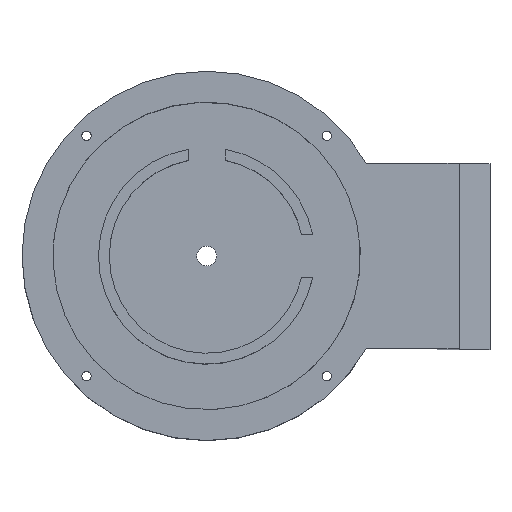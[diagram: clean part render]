
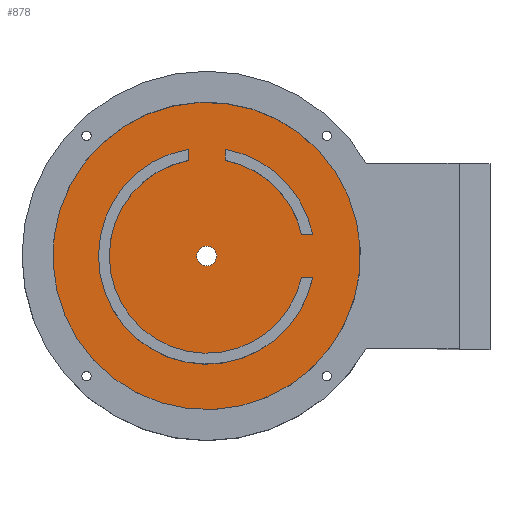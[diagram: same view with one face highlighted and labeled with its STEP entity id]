
A CAD part, top view. The second image highlights one B-rep face of the part: STEP entity #878.
In plain terms, the highlighted planar face has unit normal (0, 0, 1).
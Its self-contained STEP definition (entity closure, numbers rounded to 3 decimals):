
#42=FACE_BOUND('',#166,.T.);
#43=FACE_BOUND('',#167,.T.);
#44=FACE_BOUND('',#168,.T.);
#67=CIRCLE('',#951,49.75);
#68=CIRCLE('',#952,49.75);
#69=CIRCLE('',#953,35.);
#70=CIRCLE('',#954,31.5);
#71=CIRCLE('',#955,3.2);
#72=CIRCLE('',#956,31.5);
#73=CIRCLE('',#957,35.);
#107=FACE_OUTER_BOUND('',#165,.T.);
#165=EDGE_LOOP('',(#638,#639,#640,#641,#642,#643,#644,#645,#646));
#166=EDGE_LOOP('',(#647,#648,#649,#650));
#167=EDGE_LOOP('',(#651));
#168=EDGE_LOOP('',(#652,#653,#654,#655));
#247=LINE('',#1356,#330);
#248=LINE('',#1358,#331);
#249=LINE('',#1359,#332);
#250=LINE('',#1361,#333);
#251=LINE('',#1363,#334);
#252=LINE('',#1369,#335);
#253=LINE('',#1370,#336);
#254=LINE('',#1375,#337);
#255=LINE('',#1378,#338);
#256=LINE('',#1383,#339);
#257=LINE('',#1387,#340);
#330=VECTOR('',#1083,10.);
#331=VECTOR('',#1084,10.);
#332=VECTOR('',#1085,10.);
#333=VECTOR('',#1086,10.);
#334=VECTOR('',#1087,10.);
#335=VECTOR('',#1092,10.);
#336=VECTOR('',#1093,10.);
#337=VECTOR('',#1096,10.);
#338=VECTOR('',#1099,10.);
#339=VECTOR('',#1102,10.);
#340=VECTOR('',#1105,10.);
#404=VERTEX_POINT('',#1330);
#407=VERTEX_POINT('',#1335);
#415=VERTEX_POINT('',#1355);
#416=VERTEX_POINT('',#1357);
#417=VERTEX_POINT('',#1360);
#418=VERTEX_POINT('',#1362);
#419=VERTEX_POINT('',#1364);
#420=VERTEX_POINT('',#1366);
#421=VERTEX_POINT('',#1368);
#422=VERTEX_POINT('',#1371);
#423=VERTEX_POINT('',#1372);
#424=VERTEX_POINT('',#1374);
#425=VERTEX_POINT('',#1376);
#426=VERTEX_POINT('',#1379);
#427=VERTEX_POINT('',#1381);
#428=VERTEX_POINT('',#1382);
#429=VERTEX_POINT('',#1384);
#430=VERTEX_POINT('',#1386);
#501=EDGE_CURVE('',#407,#415,#247,.T.);
#502=EDGE_CURVE('',#415,#416,#248,.T.);
#503=EDGE_CURVE('',#416,#404,#249,.T.);
#504=EDGE_CURVE('',#404,#417,#250,.T.);
#505=EDGE_CURVE('',#417,#418,#251,.T.);
#506=EDGE_CURVE('',#418,#419,#67,.T.);
#507=EDGE_CURVE('',#419,#420,#68,.T.);
#508=EDGE_CURVE('',#420,#421,#252,.T.);
#509=EDGE_CURVE('',#421,#407,#253,.T.);
#510=EDGE_CURVE('',#422,#423,#69,.T.);
#511=EDGE_CURVE('',#422,#424,#254,.T.);
#512=EDGE_CURVE('',#424,#425,#70,.T.);
#513=EDGE_CURVE('',#425,#423,#255,.T.);
#514=EDGE_CURVE('',#426,#426,#71,.T.);
#515=EDGE_CURVE('',#427,#428,#256,.T.);
#516=EDGE_CURVE('',#428,#429,#72,.T.);
#517=EDGE_CURVE('',#429,#430,#257,.T.);
#518=EDGE_CURVE('',#427,#430,#73,.T.);
#638=ORIENTED_EDGE('',*,*,#501,.T.);
#639=ORIENTED_EDGE('',*,*,#502,.T.);
#640=ORIENTED_EDGE('',*,*,#503,.T.);
#641=ORIENTED_EDGE('',*,*,#504,.T.);
#642=ORIENTED_EDGE('',*,*,#505,.T.);
#643=ORIENTED_EDGE('',*,*,#506,.T.);
#644=ORIENTED_EDGE('',*,*,#507,.T.);
#645=ORIENTED_EDGE('',*,*,#508,.T.);
#646=ORIENTED_EDGE('',*,*,#509,.T.);
#647=ORIENTED_EDGE('',*,*,#510,.F.);
#648=ORIENTED_EDGE('',*,*,#511,.T.);
#649=ORIENTED_EDGE('',*,*,#512,.T.);
#650=ORIENTED_EDGE('',*,*,#513,.T.);
#651=ORIENTED_EDGE('',*,*,#514,.T.);
#652=ORIENTED_EDGE('',*,*,#515,.T.);
#653=ORIENTED_EDGE('',*,*,#516,.T.);
#654=ORIENTED_EDGE('',*,*,#517,.T.);
#655=ORIENTED_EDGE('',*,*,#518,.F.);
#843=PLANE('',#950);
#878=ADVANCED_FACE('',(#107,#42,#43,#44),#843,.T.);
#950=AXIS2_PLACEMENT_3D('',#1354,#1081,#1082);
#951=AXIS2_PLACEMENT_3D('',#1365,#1088,#1089);
#952=AXIS2_PLACEMENT_3D('',#1367,#1090,#1091);
#953=AXIS2_PLACEMENT_3D('',#1373,#1094,#1095);
#954=AXIS2_PLACEMENT_3D('',#1377,#1097,#1098);
#955=AXIS2_PLACEMENT_3D('',#1380,#1100,#1101);
#956=AXIS2_PLACEMENT_3D('',#1385,#1103,#1104);
#957=AXIS2_PLACEMENT_3D('',#1388,#1106,#1107);
#1081=DIRECTION('center_axis',(0.,0.,1.));
#1082=DIRECTION('ref_axis',(1.,0.,0.));
#1083=DIRECTION('',(-1.,0.,0.));
#1084=DIRECTION('',(0.,1.,0.));
#1085=DIRECTION('',(1.,0.,0.));
#1086=DIRECTION('',(0.,1.,0.));
#1087=DIRECTION('',(-1.,0.,0.));
#1088=DIRECTION('center_axis',(0.,0.,1.));
#1089=DIRECTION('ref_axis',(0.84,0.543,0.));
#1090=DIRECTION('center_axis',(0.,0.,1.));
#1091=DIRECTION('ref_axis',(0.84,0.543,0.));
#1092=DIRECTION('',(1.,0.,0.));
#1093=DIRECTION('',(0.,1.,0.));
#1094=DIRECTION('center_axis',(0.,0.,1.));
#1095=DIRECTION('ref_axis',(1.,0.,0.));
#1096=DIRECTION('',(0.,-1.,0.));
#1097=DIRECTION('center_axis',(0.,0.,1.));
#1098=DIRECTION('ref_axis',(-1.,0.,0.));
#1099=DIRECTION('',(1.,0.,0.));
#1100=DIRECTION('center_axis',(0.,0.,-1.));
#1101=DIRECTION('ref_axis',(1.,0.,0.));
#1102=DIRECTION('',(-1.,0.,0.));
#1103=DIRECTION('center_axis',(0.,0.,1.));
#1104=DIRECTION('ref_axis',(-1.,0.,0.));
#1105=DIRECTION('',(0.,1.,0.));
#1106=DIRECTION('center_axis',(0.,0.,1.));
#1107=DIRECTION('ref_axis',(1.,0.,0.));
#1330=CARTESIAN_POINT('',(78.673,25.,5.));
#1335=CARTESIAN_POINT('',(78.673,-25.,5.));
#1354=CARTESIAN_POINT('Origin',(0.,0.,5.));
#1355=CARTESIAN_POINT('',(51.673,-25.,5.));
#1356=CARTESIAN_POINT('',(25.836,-25.,5.));
#1357=CARTESIAN_POINT('',(51.673,25.,5.));
#1358=CARTESIAN_POINT('',(51.673,12.5,5.));
#1359=CARTESIAN_POINT('',(37.336,25.,5.));
#1360=CARTESIAN_POINT('',(78.673,27.,5.));
#1361=CARTESIAN_POINT('',(78.673,13.5,5.));
#1362=CARTESIAN_POINT('',(41.786,27.,5.));
#1363=CARTESIAN_POINT('',(20.893,27.,5.));
#1364=CARTESIAN_POINT('',(-41.786,-27.,5.));
#1365=CARTESIAN_POINT('Origin',(0.,0.,5.));
#1366=CARTESIAN_POINT('',(41.786,-27.,5.));
#1367=CARTESIAN_POINT('Origin',(0.,0.,5.));
#1368=CARTESIAN_POINT('',(78.673,-27.,5.));
#1369=CARTESIAN_POINT('',(39.336,-27.,5.));
#1370=CARTESIAN_POINT('',(78.673,-10.,5.));
#1371=CARTESIAN_POINT('',(-6.,34.482,5.));
#1372=CARTESIAN_POINT('',(34.293,-7.,5.));
#1373=CARTESIAN_POINT('Origin',(0.,0.,5.));
#1374=CARTESIAN_POINT('',(-6.,30.923,5.));
#1375=CARTESIAN_POINT('',(-6.,15.462,5.));
#1376=CARTESIAN_POINT('',(30.712,-7.,5.));
#1377=CARTESIAN_POINT('Origin',(0.,0.,5.));
#1378=CARTESIAN_POINT('',(17.146,-7.,5.));
#1379=CARTESIAN_POINT('',(-3.2,0.,5.));
#1380=CARTESIAN_POINT('Origin',(0.,0.,5.));
#1381=CARTESIAN_POINT('',(34.293,7.,5.));
#1382=CARTESIAN_POINT('',(30.712,7.,5.));
#1383=CARTESIAN_POINT('',(15.356,7.,5.));
#1384=CARTESIAN_POINT('',(6.,30.923,5.));
#1385=CARTESIAN_POINT('Origin',(0.,0.,5.));
#1386=CARTESIAN_POINT('',(6.,34.482,5.));
#1387=CARTESIAN_POINT('',(6.,17.241,5.));
#1388=CARTESIAN_POINT('Origin',(0.,0.,5.));
